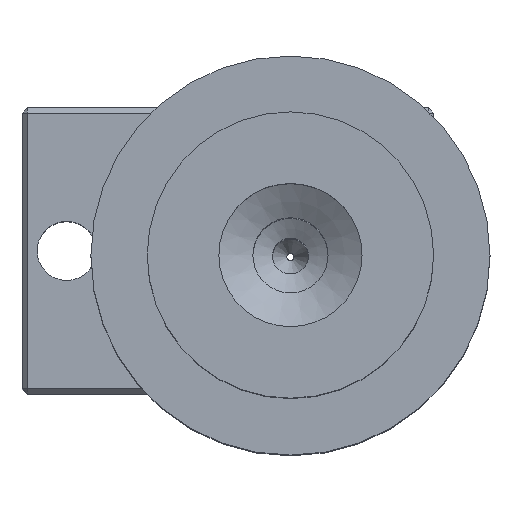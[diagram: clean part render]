
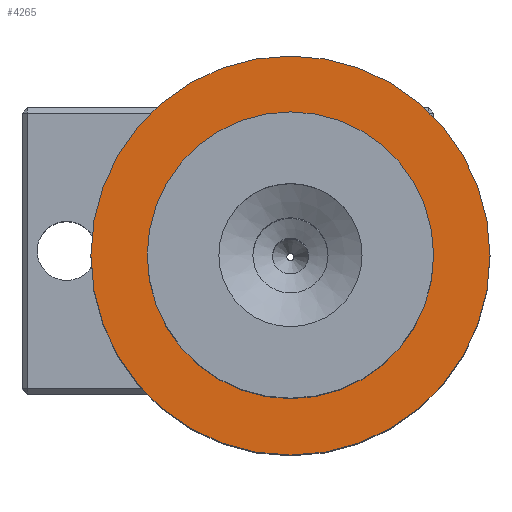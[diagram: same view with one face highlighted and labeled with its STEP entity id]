
A CAD part, top view. The second image highlights one B-rep face of the part: STEP entity #4265.
In plain terms, the highlighted planar face has unit normal (0, 0, 1).
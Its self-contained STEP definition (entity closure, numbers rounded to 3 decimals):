
#4109 = CYLINDRICAL_SURFACE('',#4110,4.59);
#4110 = AXIS2_PLACEMENT_3D('',#4111,#4112,#4113);
#4111 = CARTESIAN_POINT('',(0.,0.,
    46.459));
#4112 = DIRECTION('',(0.,0.,-1.));
#4113 = DIRECTION('',(1.,0.,0.));
#4181 = VERTEX_POINT('',#4182);
#4182 = CARTESIAN_POINT('',(4.59,0.,
    44.959));
#4203 = EDGE_CURVE('',#4181,#4181,#4204,.T.);
#4204 = SURFACE_CURVE('',#4205,(#4210,#4217),.PCURVE_S1.);
#4205 = CIRCLE('',#4206,4.59);
#4206 = AXIS2_PLACEMENT_3D('',#4207,#4208,#4209);
#4207 = CARTESIAN_POINT('',(0.,0.,
    44.959));
#4208 = DIRECTION('',(0.,0.,-1.));
#4209 = DIRECTION('',(1.,0.,0.));
#4210 = PCURVE('',#4109,#4211);
#4211 = DEFINITIONAL_REPRESENTATION('',(#4212),#4216);
#4212 = LINE('',#4213,#4214);
#4213 = CARTESIAN_POINT('',(0.,1.5));
#4214 = VECTOR('',#4215,1.);
#4215 = DIRECTION('',(1.,0.));
#4216 = ( GEOMETRIC_REPRESENTATION_CONTEXT(2) 
PARAMETRIC_REPRESENTATION_CONTEXT() REPRESENTATION_CONTEXT('2D SPACE',''
  ) );
#4217 = PCURVE('',#4218,#4223);
#4218 = PLANE('',#4219);
#4219 = AXIS2_PLACEMENT_3D('',#4220,#4221,#4222);
#4220 = CARTESIAN_POINT('',(0.,0.,
    44.959));
#4221 = DIRECTION('',(0.,0.,-1.));
#4222 = DIRECTION('',(1.,0.,0.));
#4223 = DEFINITIONAL_REPRESENTATION('',(#4224),#4228);
#4224 = CIRCLE('',#4225,4.59);
#4225 = AXIS2_PLACEMENT_2D('',#4226,#4227);
#4226 = CARTESIAN_POINT('',(0.,0.));
#4227 = DIRECTION('',(1.,-0.));
#4228 = ( GEOMETRIC_REPRESENTATION_CONTEXT(2) 
PARAMETRIC_REPRESENTATION_CONTEXT() REPRESENTATION_CONTEXT('2D SPACE',''
  ) );
#4265 = ADVANCED_FACE('',(#4266,#4269),#4218,.F.);
#4266 = FACE_BOUND('',#4267,.T.);
#4267 = EDGE_LOOP('',(#4268));
#4268 = ORIENTED_EDGE('',*,*,#4203,.T.);
#4269 = FACE_BOUND('',#4270,.T.);
#4270 = EDGE_LOOP('',(#4271));
#4271 = ORIENTED_EDGE('',*,*,#4272,.F.);
#4272 = EDGE_CURVE('',#4273,#4273,#4275,.T.);
#4273 = VERTEX_POINT('',#4274);
#4274 = CARTESIAN_POINT('',(11.15,0.,
    44.959));
#4275 = SURFACE_CURVE('',#4276,(#4281,#4288),.PCURVE_S1.);
#4276 = CIRCLE('',#4277,11.15);
#4277 = AXIS2_PLACEMENT_3D('',#4278,#4279,#4280);
#4278 = CARTESIAN_POINT('',(0.,0.,
    44.959));
#4279 = DIRECTION('',(0.,0.,-1.));
#4280 = DIRECTION('',(1.,0.,0.));
#4281 = PCURVE('',#4218,#4282);
#4282 = DEFINITIONAL_REPRESENTATION('',(#4283),#4287);
#4283 = CIRCLE('',#4284,11.15);
#4284 = AXIS2_PLACEMENT_2D('',#4285,#4286);
#4285 = CARTESIAN_POINT('',(0.,0.));
#4286 = DIRECTION('',(1.,-0.));
#4287 = ( GEOMETRIC_REPRESENTATION_CONTEXT(2) 
PARAMETRIC_REPRESENTATION_CONTEXT() REPRESENTATION_CONTEXT('2D SPACE',''
  ) );
#4288 = PCURVE('',#4289,#4294);
#4289 = CYLINDRICAL_SURFACE('',#4290,11.15);
#4290 = AXIS2_PLACEMENT_3D('',#4291,#4292,#4293);
#4291 = CARTESIAN_POINT('',(0.,0.,
    44.959));
#4292 = DIRECTION('',(0.,0.,-1.));
#4293 = DIRECTION('',(1.,0.,0.));
#4294 = DEFINITIONAL_REPRESENTATION('',(#4295),#4299);
#4295 = LINE('',#4296,#4297);
#4296 = CARTESIAN_POINT('',(0.,0.));
#4297 = VECTOR('',#4298,1.);
#4298 = DIRECTION('',(1.,0.));
#4299 = ( GEOMETRIC_REPRESENTATION_CONTEXT(2) 
PARAMETRIC_REPRESENTATION_CONTEXT() REPRESENTATION_CONTEXT('2D SPACE',''
  ) );
